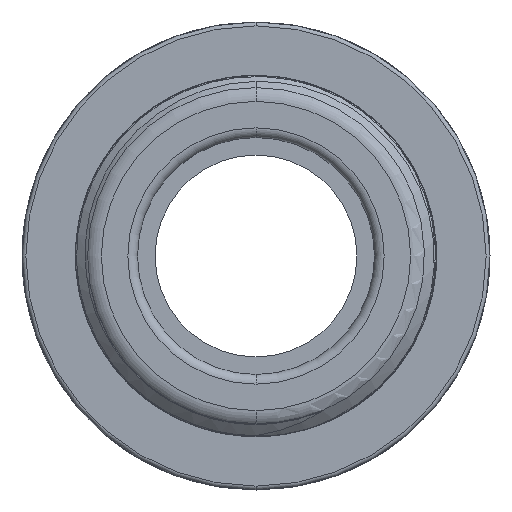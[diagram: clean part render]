
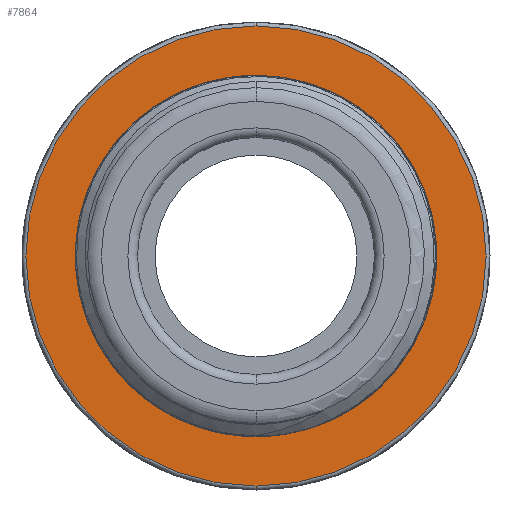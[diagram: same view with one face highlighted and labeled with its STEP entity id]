
A CAD part, front view. The second image highlights one B-rep face of the part: STEP entity #7864.
In plain terms, the highlighted planar face has unit normal (0, -1, 0).
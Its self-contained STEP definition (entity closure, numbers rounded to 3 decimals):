
#178 = VERTEX_POINT ( 'NONE', #12879 ) ;
#377 = ORIENTED_EDGE ( 'NONE', *, *, #9304, .F. ) ;
#511 = CARTESIAN_POINT ( 'NONE',  ( -3.563, -12., -8.627 ) ) ;
#791 = ORIENTED_EDGE ( 'NONE', *, *, #7881, .F. ) ;
#830 = CARTESIAN_POINT ( 'NONE',  ( 0., -12., 0. ) ) ;
#931 = ORIENTED_EDGE ( 'NONE', *, *, #14658, .F. ) ;
#1613 = ORIENTED_EDGE ( 'NONE', *, *, #6079, .F. ) ;
#1700 = ORIENTED_EDGE ( 'NONE', *, *, #15561, .T. ) ;
#1773 = CARTESIAN_POINT ( 'NONE',  ( -6.747, -12., -6.323 ) ) ;
#1782 = CARTESIAN_POINT ( 'NONE',  ( 0., -12., 0. ) ) ;
#1848 = FACE_BOUND ( 'NONE', #13495, .T. ) ;
#1864 = CARTESIAN_POINT ( 'NONE',  ( -4.29, -12., -8.284 ) ) ;
#2238 = AXIS2_PLACEMENT_3D ( 'NONE', #12900, #3393, #13078 ) ;
#2697 = DIRECTION ( 'NONE',  ( 0., 0., -1. ) ) ;
#3236 = DIRECTION ( 'NONE',  ( 0., 0., 1. ) ) ;
#3393 = DIRECTION ( 'NONE',  ( 0., 1., 0. ) ) ;
#3398 = CIRCLE ( 'NONE', #10053, 11.85 ) ;
#3594 = DIRECTION ( 'NONE',  ( 0., 0., 1. ) ) ;
#3701 = VERTEX_POINT ( 'NONE', #12982 ) ;
#4149 = DIRECTION ( 'NONE',  ( 0., -1., 0. ) ) ;
#4338 = CIRCLE ( 'NONE', #6647, 9.3 ) ;
#4496 = CARTESIAN_POINT ( 'NONE',  ( -5.597, -12., -7.411 ) ) ;
#4685 = VERTEX_POINT ( 'NONE', #17525 ) ;
#4904 = DIRECTION ( 'NONE',  ( 0., -1., 0. ) ) ;
#5196 = DIRECTION ( 'NONE',  ( 0., 0., -1. ) ) ;
#5209 = EDGE_LOOP ( 'NONE', ( #1700, #9106 ) ) ;
#5226 = CARTESIAN_POINT ( 'NONE',  ( -9.3, -12., 0. ) ) ;
#6000 = CARTESIAN_POINT ( 'NONE',  ( -6.747, -12., -6.323 ) ) ;
#6079 = EDGE_CURVE ( 'NONE', #13198, #15738, #4338, .T. ) ;
#6093 = AXIS2_PLACEMENT_3D ( 'NONE', #6263, #4904, #14421 ) ;
#6114 = CARTESIAN_POINT ( 'NONE',  ( -6.747, -12., -6.323 ) ) ;
#6167 = ORIENTED_EDGE ( 'NONE', *, *, #17326, .T. ) ;
#6263 = CARTESIAN_POINT ( 'NONE',  ( 0., -12., 0. ) ) ;
#6379 = CARTESIAN_POINT ( 'NONE',  ( -5.854, -12., -7.231 ) ) ;
#6647 = AXIS2_PLACEMENT_3D ( 'NONE', #12214, #4149, #2697 ) ;
#7375 = CARTESIAN_POINT ( 'NONE',  ( -6.323, -12., -6.8 ) ) ;
#7435 = EDGE_CURVE ( 'NONE', #11618, #3701, #3398, .T. ) ;
#7642 = AXIS2_PLACEMENT_3D ( 'NONE', #16514, #10803, #5196 ) ;
#7864 = ADVANCED_FACE ( 'NONE', ( #10177, #1848 ), #11717, .F. ) ;
#7881 = EDGE_CURVE ( 'NONE', #178, #8218, #12810, .T. ) ;
#7937 = DIRECTION ( 'NONE',  ( 0., -1., 0. ) ) ;
#8218 = VERTEX_POINT ( 'NONE', #6000 ) ;
#8290 = CARTESIAN_POINT ( 'NONE',  ( 0., -12., 9.3 ) ) ;
#9087 = CARTESIAN_POINT ( 'NONE',  ( 0., -12., -9.3 ) ) ;
#9106 = ORIENTED_EDGE ( 'NONE', *, *, #7435, .T. ) ;
#9304 = EDGE_CURVE ( 'NONE', #15738, #16120, #13422, .T. ) ;
#10016 = CARTESIAN_POINT ( 'NONE',  ( -5.281, -12., -7.646 ) ) ;
#10053 = AXIS2_PLACEMENT_3D ( 'NONE', #1782, #10114, #3236 ) ;
#10105 = CARTESIAN_POINT ( 'NONE',  ( -2.803, -12., -8.867 ) ) ;
#10114 = DIRECTION ( 'NONE',  ( 0., -1., 0. ) ) ;
#10177 = FACE_OUTER_BOUND ( 'NONE', #5209, .T. ) ;
#10190 = CARTESIAN_POINT ( 'NONE',  ( -6.482, -12., -6.621 ) ) ;
#10803 = DIRECTION ( 'NONE',  ( 0., -1., 0. ) ) ;
#11618 = VERTEX_POINT ( 'NONE', #17714 ) ;
#11717 = PLANE ( 'NONE',  #2238 ) ;
#12214 = CARTESIAN_POINT ( 'NONE',  ( 0., -12., 0. ) ) ;
#12810 = B_SPLINE_CURVE_WITH_KNOTS ( 'NONE', 3,
 ( #17429, #6379, #7375, #6114 ),
 .UNSPECIFIED., .F., .F.,
 ( 4, 4 ),
 ( 0., 0.002 ),
 .UNSPECIFIED. ) ;
#12879 = CARTESIAN_POINT ( 'NONE',  ( -5.343, -12., -7.612 ) ) ;
#12900 = CARTESIAN_POINT ( 'NONE',  ( 0., -12., 0. ) ) ;
#12982 = CARTESIAN_POINT ( 'NONE',  ( 0., -12., 11.85 ) ) ;
#13004 = CARTESIAN_POINT ( 'NONE',  ( -6.196, -12., -6.9 ) ) ;
#13078 = DIRECTION ( 'NONE',  ( 0., 0., 1. ) ) ;
#13149 = CIRCLE ( 'NONE', #13428, 11.85 ) ;
#13198 = VERTEX_POINT ( 'NONE', #9087 ) ;
#13422 = CIRCLE ( 'NONE', #15749, 9.3 ) ;
#13424 = B_SPLINE_CURVE_WITH_KNOTS ( 'NONE', 3,
 ( #10105, #511, #1864, #10016, #4496, #13004, #10190, #1773 ),
 .UNSPECIFIED., .F., .F.,
 ( 4, 2, 2, 4 ),
 ( 0., 0.002, 0.004, 0.005 ),
 .UNSPECIFIED. ) ;
#13428 = AXIS2_PLACEMENT_3D ( 'NONE', #13456, #7937, #3594 ) ;
#13456 = CARTESIAN_POINT ( 'NONE',  ( 0., -12., 0. ) ) ;
#13495 = EDGE_LOOP ( 'NONE', ( #14379, #377, #1613, #931, #6167, #791 ) ) ;
#14379 = ORIENTED_EDGE ( 'NONE', *, *, #17589, .F. ) ;
#14421 = DIRECTION ( 'NONE',  ( 0., 0., -1. ) ) ;
#14525 = DIRECTION ( 'NONE',  ( 0., -1., 0. ) ) ;
#14658 = EDGE_CURVE ( 'NONE', #4685, #13198, #17186, .T. ) ;
#14781 = CIRCLE ( 'NONE', #6093, 9.3 ) ;
#15561 = EDGE_CURVE ( 'NONE', #3701, #11618, #13149, .T. ) ;
#15738 = VERTEX_POINT ( 'NONE', #8290 ) ;
#15749 = AXIS2_PLACEMENT_3D ( 'NONE', #830, #14525, #15969 ) ;
#15969 = DIRECTION ( 'NONE',  ( 0., 0., -1. ) ) ;
#16120 = VERTEX_POINT ( 'NONE', #5226 ) ;
#16514 = CARTESIAN_POINT ( 'NONE',  ( 0., -12., 0. ) ) ;
#17186 = CIRCLE ( 'NONE', #7642, 9.3 ) ;
#17326 = EDGE_CURVE ( 'NONE', #4685, #8218, #13424, .T. ) ;
#17429 = CARTESIAN_POINT ( 'NONE',  ( -5.343, -12., -7.612 ) ) ;
#17525 = CARTESIAN_POINT ( 'NONE',  ( -2.803, -12., -8.867 ) ) ;
#17589 = EDGE_CURVE ( 'NONE', #16120, #178, #14781, .T. ) ;
#17714 = CARTESIAN_POINT ( 'NONE',  ( 0., -12., -11.85 ) ) ;
